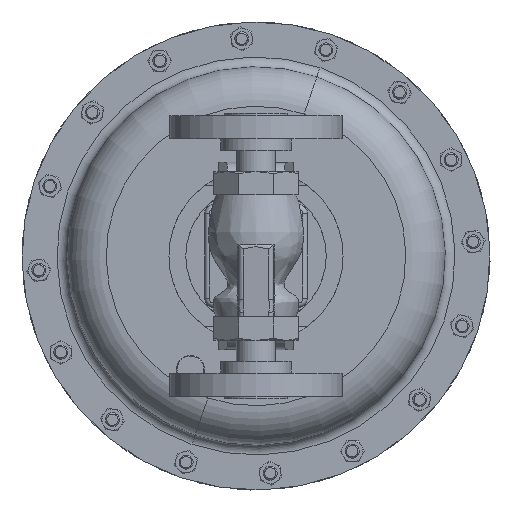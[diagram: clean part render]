
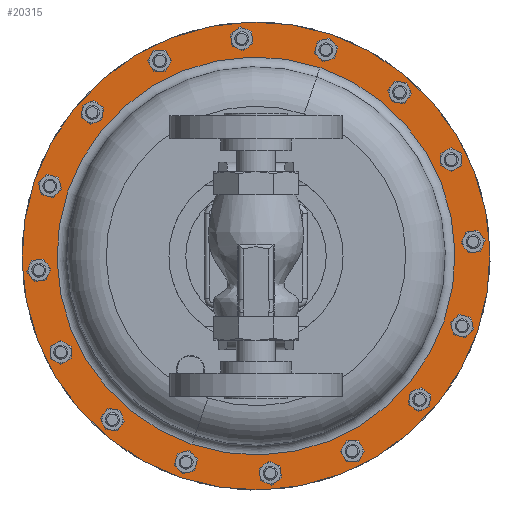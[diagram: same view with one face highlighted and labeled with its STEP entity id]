
A CAD part, front view. The second image highlights one B-rep face of the part: STEP entity #20315.
In plain terms, the highlighted planar face has unit normal (0, -1, 0).
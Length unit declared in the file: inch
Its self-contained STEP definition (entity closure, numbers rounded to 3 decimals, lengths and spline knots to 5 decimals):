
#512 = CARTESIAN_POINT ( 'NONE',  ( 1.70845, 9.4, 2.78293 ) ) ;
#1069 = EDGE_CURVE ( 'NONE', #15334, #6972, #16531, .T. ) ;
#4029 = PLANE ( 'NONE',  #15920 ) ;
#4763 = EDGE_CURVE ( 'NONE', #16977, #32036, #31968, .T. ) ;
#5030 = CIRCLE ( 'NONE', #31452, 5.315 ) ;
#5192 = EDGE_CURVE ( 'NONE', #6972, #15334, #31260, .T. ) ;
#6972 = VERTEX_POINT ( 'NONE', #27707 ) ;
#7097 = CARTESIAN_POINT ( 'NONE',  ( -1.70845, 9.4, -7.28293 ) ) ;
#9008 = CARTESIAN_POINT ( 'NONE',  ( -5.91831, 9.4, -0.241 ) ) ;
#9097 = FACE_OUTER_BOUND ( 'NONE', #17942, .T. ) ;
#9441 = DIRECTION ( 'NONE',  ( 0., 1., 0. ) ) ;
#10093 = DIRECTION ( 'NONE',  ( 0., 1., 0. ) ) ;
#10579 = EDGE_CURVE ( 'NONE', #32036, #16977, #5030, .T. ) ;
#11511 = DIRECTION ( 'NONE',  ( 0.321, 0., 0.947 ) ) ;
#11606 = ORIENTED_EDGE ( 'NONE', *, *, #5192, .F. ) ;
#12358 = AXIS2_PLACEMENT_3D ( 'NONE', #24283, #9441, #26762 ) ;
#13185 = AXIS2_PLACEMENT_3D ( 'NONE', #24941, #10093, #27419 ) ;
#13870 = CARTESIAN_POINT ( 'NONE',  ( 0., 9.4, -2.25 ) ) ;
#14297 = DIRECTION ( 'NONE',  ( 0., 1., 0. ) ) ;
#15106 = EDGE_LOOP ( 'NONE', ( #31530, #22165 ) ) ;
#15334 = VERTEX_POINT ( 'NONE', #16452 ) ;
#15920 = AXIS2_PLACEMENT_3D ( 'NONE', #9008, #26335, #11511 ) ;
#16341 = DIRECTION ( 'NONE',  ( -0.321, 0., -0.947 ) ) ;
#16452 = CARTESIAN_POINT ( 'NONE',  ( -2.009, 9.4, -8.16831 ) ) ;
#16531 = CIRCLE ( 'NONE', #13185, 6.25 ) ;
#16977 = VERTEX_POINT ( 'NONE', #512 ) ;
#17942 = EDGE_LOOP ( 'NONE', ( #22896, #11606 ) ) ;
#20315 = ADVANCED_FACE ( 'NONE', ( #22251, #9097 ), #4029, .T. ) ;
#22165 = ORIENTED_EDGE ( 'NONE', *, *, #4763, .T. ) ;
#22251 = FACE_BOUND ( 'NONE', #15106, .T. ) ;
#22896 = ORIENTED_EDGE ( 'NONE', *, *, #1069, .F. ) ;
#24283 = CARTESIAN_POINT ( 'NONE',  ( 0., 9.4, -2.25 ) ) ;
#24941 = CARTESIAN_POINT ( 'NONE',  ( 0., 9.4, -2.25 ) ) ;
#26335 = DIRECTION ( 'NONE',  ( 0., -1., 0. ) ) ;
#26762 = DIRECTION ( 'NONE',  ( -0.321, 0., -0.947 ) ) ;
#27419 = DIRECTION ( 'NONE',  ( -0.321, 0., -0.947 ) ) ;
#27707 = CARTESIAN_POINT ( 'NONE',  ( 2.009, 9.4, 3.66831 ) ) ;
#29170 = CARTESIAN_POINT ( 'NONE',  ( 0., 9.4, -2.25 ) ) ;
#30060 = AXIS2_PLACEMENT_3D ( 'NONE', #13870, #31239, #16341 ) ;
#31239 = DIRECTION ( 'NONE',  ( 0., 1., 0. ) ) ;
#31260 = CIRCLE ( 'NONE', #30060, 6.25 ) ;
#31452 = AXIS2_PLACEMENT_3D ( 'NONE', #29170, #14297, #31682 ) ;
#31530 = ORIENTED_EDGE ( 'NONE', *, *, #10579, .T. ) ;
#31682 = DIRECTION ( 'NONE',  ( -0.321, 0., -0.947 ) ) ;
#31968 = CIRCLE ( 'NONE', #12358, 5.315 ) ;
#32036 = VERTEX_POINT ( 'NONE', #7097 ) ;
